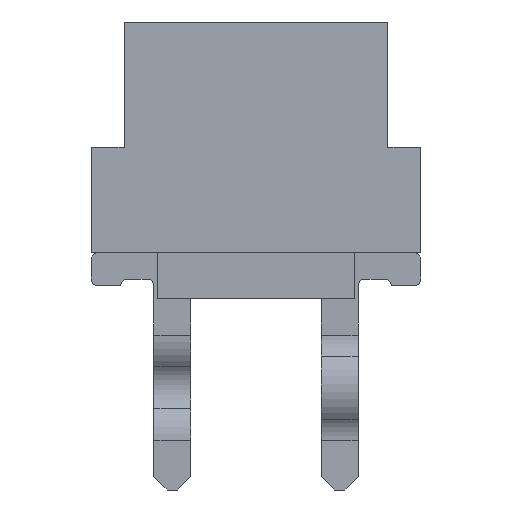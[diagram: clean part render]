
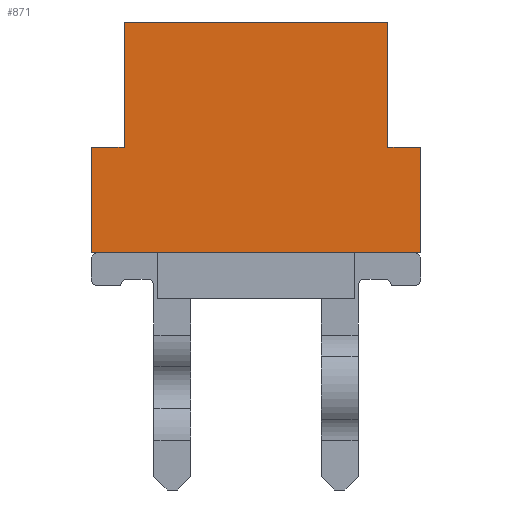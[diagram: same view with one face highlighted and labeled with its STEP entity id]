
A CAD part, left-side view. The second image highlights one B-rep face of the part: STEP entity #871.
In plain terms, the highlighted planar face has unit normal (-1, 0, 0).
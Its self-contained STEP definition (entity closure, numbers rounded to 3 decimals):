
#871=ADVANCED_FACE('',(#1878),#1879,.T.);
#1878=FACE_OUTER_BOUND('',#3039,.T.);
#1879=PLANE('',#3040);
#3039=EDGE_LOOP('',(#5734,#5735,#5736,#5737,#5738,#5739,#5740,#5741));
#3040=AXIS2_PLACEMENT_3D('',#5742,#5743,#5744);
#5734=ORIENTED_EDGE('',*,*,#8020,.T.);
#5735=ORIENTED_EDGE('',*,*,#8082,.T.);
#5736=ORIENTED_EDGE('',*,*,#8083,.T.);
#5737=ORIENTED_EDGE('',*,*,#8084,.T.);
#5738=ORIENTED_EDGE('',*,*,#8085,.T.);
#5739=ORIENTED_EDGE('',*,*,#8086,.T.);
#5740=ORIENTED_EDGE('',*,*,#8087,.T.);
#5741=ORIENTED_EDGE('',*,*,#8015,.T.);
#5742=CARTESIAN_POINT('',(-4.84,0.0,0.0));
#5743=DIRECTION('',(-1.0,0.0,0.0));
#5744=DIRECTION('',(0.0,0.0,1.0));
#8015=EDGE_CURVE('',#9911,#9916,#9918,.T.);
#8020=EDGE_CURVE('',#9916,#9923,#9925,.T.);
#8082=EDGE_CURVE('',#9923,#10017,#10018,.T.);
#8083=EDGE_CURVE('',#10017,#10019,#10020,.T.);
#8084=EDGE_CURVE('',#10019,#10021,#10022,.T.);
#8085=EDGE_CURVE('',#10021,#10023,#10024,.T.);
#8086=EDGE_CURVE('',#10023,#10025,#10026,.T.);
#8087=EDGE_CURVE('',#10025,#9911,#10027,.T.);
#9911=VERTEX_POINT('',#12541);
#9916=VERTEX_POINT('',#12548);
#9918=LINE('',#12551,#12552);
#9923=VERTEX_POINT('',#12559);
#9925=LINE('',#12562,#12563);
#10017=VERTEX_POINT('',#12700);
#10018=LINE('',#12701,#12702);
#10019=VERTEX_POINT('',#12703);
#10020=LINE('',#12704,#12705);
#10021=VERTEX_POINT('',#12706);
#10022=LINE('',#12707,#12708);
#10023=VERTEX_POINT('',#12709);
#10024=LINE('',#12710,#12711);
#10025=VERTEX_POINT('',#12712);
#10026=LINE('',#12713,#12714);
#10027=LINE('',#12715,#12716);
#12541=CARTESIAN_POINT('',(-4.84,2.0,0.));
#12548=CARTESIAN_POINT('',(-4.84,2.5,0.));
#12551=CARTESIAN_POINT('',(-4.84,2.0,0.));
#12552=VECTOR('',#14886,1000.0);
#12559=CARTESIAN_POINT('',(-4.84,2.5,-1.6));
#12562=CARTESIAN_POINT('',(-4.84,2.5,0.));
#12563=VECTOR('',#14890,1000.0);
#12700=CARTESIAN_POINT('',(-4.84,-2.5,-1.6));
#12701=CARTESIAN_POINT('',(-4.84,2.5,-1.6));
#12702=VECTOR('',#14942,1000.0);
#12703=CARTESIAN_POINT('',(-4.84,-2.5,0.));
#12704=CARTESIAN_POINT('',(-4.84,-2.5,-1.6));
#12705=VECTOR('',#14943,1000.0);
#12706=CARTESIAN_POINT('',(-4.84,-2.0,0.));
#12707=CARTESIAN_POINT('',(-4.84,-2.5,0.));
#12708=VECTOR('',#14944,1000.0);
#12709=CARTESIAN_POINT('',(-4.84,-2.0,1.9));
#12710=CARTESIAN_POINT('',(-4.84,-2.0,0.));
#12711=VECTOR('',#14945,1000.0);
#12712=CARTESIAN_POINT('',(-4.84,2.0,1.9));
#12713=CARTESIAN_POINT('',(-4.84,-2.0,1.9));
#12714=VECTOR('',#14946,1000.0);
#12715=CARTESIAN_POINT('',(-4.84,2.0,1.9));
#12716=VECTOR('',#14947,1000.0);
#14886=DIRECTION('',(0.0,1.0,0.0));
#14890=DIRECTION('',(0.0,0.0,-1.0));
#14942=DIRECTION('',(0.0,-1.0,0.0));
#14943=DIRECTION('',(0.0,0.0,1.0));
#14944=DIRECTION('',(0.0,1.0,0.0));
#14945=DIRECTION('',(0.0,0.0,1.0));
#14946=DIRECTION('',(0.0,1.0,0.0));
#14947=DIRECTION('',(0.0,0.,-1.0));
